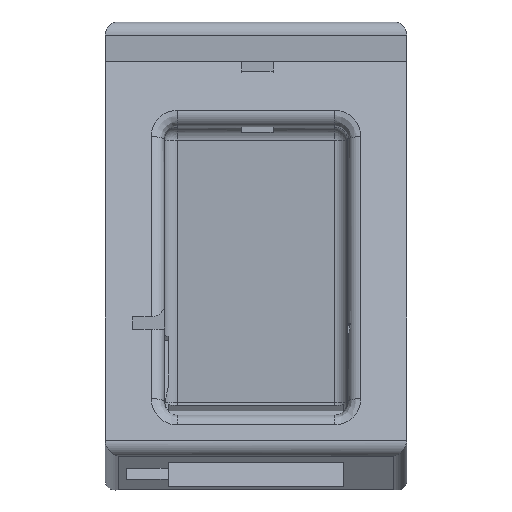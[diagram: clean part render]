
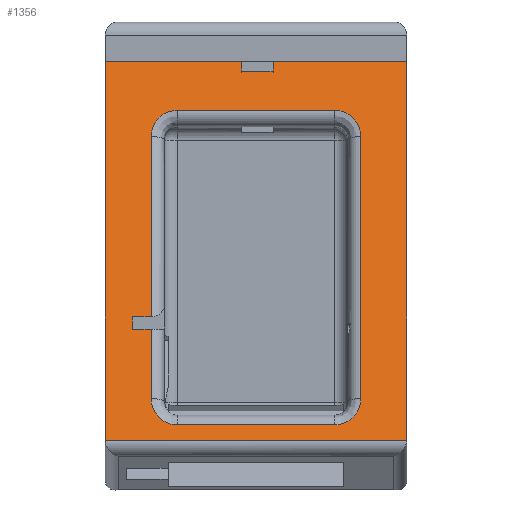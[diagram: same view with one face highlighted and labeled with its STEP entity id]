
A CAD part, top view. The second image highlights one B-rep face of the part: STEP entity #1356.
In plain terms, the highlighted planar face has unit normal (0, 0.259, 0.966).
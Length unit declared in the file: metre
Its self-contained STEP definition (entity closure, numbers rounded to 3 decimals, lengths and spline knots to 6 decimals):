
#74=ELLIPSE('',#1446,0.010353,0.01);
#75=ELLIPSE('',#1447,0.010353,0.01);
#76=ELLIPSE('',#1448,0.010353,0.01);
#77=ELLIPSE('',#1449,0.010353,0.01);
#103=ORIENTED_EDGE('',*,*,#515,.F.);
#104=ORIENTED_EDGE('',*,*,#516,.T.);
#105=ORIENTED_EDGE('',*,*,#517,.T.);
#106=ORIENTED_EDGE('',*,*,#518,.T.);
#107=ORIENTED_EDGE('',*,*,#519,.F.);
#108=ORIENTED_EDGE('',*,*,#520,.T.);
#109=ORIENTED_EDGE('',*,*,#521,.F.);
#110=ORIENTED_EDGE('',*,*,#522,.T.);
#111=ORIENTED_EDGE('',*,*,#523,.T.);
#112=ORIENTED_EDGE('',*,*,#524,.T.);
#113=ORIENTED_EDGE('',*,*,#525,.T.);
#114=ORIENTED_EDGE('',*,*,#526,.F.);
#115=ORIENTED_EDGE('',*,*,#527,.T.);
#116=ORIENTED_EDGE('',*,*,#528,.F.);
#117=ORIENTED_EDGE('',*,*,#529,.T.);
#118=ORIENTED_EDGE('',*,*,#530,.F.);
#119=ORIENTED_EDGE('',*,*,#531,.T.);
#120=ORIENTED_EDGE('',*,*,#532,.F.);
#121=ORIENTED_EDGE('',*,*,#533,.T.);
#122=ORIENTED_EDGE('',*,*,#534,.T.);
#515=EDGE_CURVE('',#721,#722,#851,.T.);
#516=EDGE_CURVE('',#721,#723,#852,.T.);
#517=EDGE_CURVE('',#723,#724,#853,.T.);
#518=EDGE_CURVE('',#724,#725,#854,.T.);
#519=EDGE_CURVE('',#726,#725,#855,.T.);
#520=EDGE_CURVE('',#726,#727,#856,.F.);
#521=EDGE_CURVE('',#728,#727,#857,.T.);
#522=EDGE_CURVE('',#728,#722,#858,.T.);
#523=EDGE_CURVE('',#729,#730,#859,.T.);
#524=EDGE_CURVE('',#730,#731,#860,.T.);
#525=EDGE_CURVE('',#731,#732,#861,.F.);
#526=EDGE_CURVE('',#733,#732,#74,.T.);
#527=EDGE_CURVE('',#733,#734,#862,.F.);
#528=EDGE_CURVE('',#735,#734,#75,.T.);
#529=EDGE_CURVE('',#735,#736,#863,.T.);
#530=EDGE_CURVE('',#737,#736,#76,.T.);
#531=EDGE_CURVE('',#737,#738,#864,.T.);
#532=EDGE_CURVE('',#739,#738,#77,.T.);
#533=EDGE_CURVE('',#739,#740,#865,.F.);
#534=EDGE_CURVE('',#740,#729,#866,.T.);
#721=VERTEX_POINT('',#1994);
#722=VERTEX_POINT('',#1995);
#723=VERTEX_POINT('',#1997);
#724=VERTEX_POINT('',#1999);
#725=VERTEX_POINT('',#2001);
#726=VERTEX_POINT('',#2003);
#727=VERTEX_POINT('',#2005);
#728=VERTEX_POINT('',#2007);
#729=VERTEX_POINT('',#2010);
#730=VERTEX_POINT('',#2011);
#731=VERTEX_POINT('',#2013);
#732=VERTEX_POINT('',#2015);
#733=VERTEX_POINT('',#2017);
#734=VERTEX_POINT('',#2019);
#735=VERTEX_POINT('',#2021);
#736=VERTEX_POINT('',#2023);
#737=VERTEX_POINT('',#2025);
#738=VERTEX_POINT('',#2027);
#739=VERTEX_POINT('',#2029);
#740=VERTEX_POINT('',#2031);
#851=LINE('',#1993,#1000);
#852=LINE('',#1996,#1001);
#853=LINE('',#1998,#1002);
#854=LINE('',#2000,#1003);
#855=LINE('',#2002,#1004);
#856=LINE('',#2004,#1005);
#857=LINE('',#2006,#1006);
#858=LINE('',#2008,#1007);
#859=LINE('',#2009,#1008);
#860=LINE('',#2012,#1009);
#861=LINE('',#2014,#1010);
#862=LINE('',#2018,#1011);
#863=LINE('',#2022,#1012);
#864=LINE('',#2026,#1013);
#865=LINE('',#2030,#1014);
#866=LINE('',#2032,#1015);
#1000=VECTOR('',#1583,1.);
#1001=VECTOR('',#1584,1.);
#1002=VECTOR('',#1585,1.);
#1003=VECTOR('',#1586,1.);
#1004=VECTOR('',#1587,1.);
#1005=VECTOR('',#1588,1.);
#1006=VECTOR('',#1589,1.);
#1007=VECTOR('',#1590,1.);
#1008=VECTOR('',#1591,1.);
#1009=VECTOR('',#1592,1.);
#1010=VECTOR('',#1593,1.);
#1011=VECTOR('',#1596,1.);
#1012=VECTOR('',#1599,1.);
#1013=VECTOR('',#1602,1.);
#1014=VECTOR('',#1605,1.);
#1015=VECTOR('',#1606,1.);
#1146=EDGE_LOOP('',(#103,#104,#105,#106,#107,#108,#109,#110));
#1147=EDGE_LOOP('',(#111,#112,#113,#114,#115,#116,#117,#118,#119,#120,#121,
#122));
#1228=FACE_BOUND('',#1146,.T.);
#1229=FACE_BOUND('',#1147,.T.);
#1310=PLANE('',#1445);
#1356=ADVANCED_FACE('',(#1228,#1229),#1310,.T.);
#1445=AXIS2_PLACEMENT_3D('',#1992,#1581,#1582);
#1446=AXIS2_PLACEMENT_3D('',#2016,#1594,#1595);
#1447=AXIS2_PLACEMENT_3D('',#2020,#1597,#1598);
#1448=AXIS2_PLACEMENT_3D('',#2024,#1600,#1601);
#1449=AXIS2_PLACEMENT_3D('',#2028,#1603,#1604);
#1581=DIRECTION('',(0.,0.259,0.966));
#1582=DIRECTION('',(0.,-0.966,0.259));
#1583=DIRECTION('',(0.,0.966,-0.259));
#1584=DIRECTION('',(-1.,0.,0.));
#1585=DIRECTION('',(0.,0.966,-0.259));
#1586=DIRECTION('',(-1.,0.,0.));
#1587=DIRECTION('',(0.,0.966,-0.259));
#1588=DIRECTION('',(-1.,0.,0.));
#1589=DIRECTION('',(0.,-0.966,0.259));
#1590=DIRECTION('',(-1.,0.,0.));
#1591=DIRECTION('',(0.,0.966,-0.259));
#1592=DIRECTION('',(1.,0.,0.));
#1593=DIRECTION('',(0.,-0.966,0.259));
#1594=DIRECTION('',(0.,0.259,0.966));
#1595=DIRECTION('',(0.,-0.966,0.259));
#1596=DIRECTION('',(-1.,0.,0.));
#1597=DIRECTION('',(0.,0.259,0.966));
#1598=DIRECTION('',(0.,0.966,-0.259));
#1599=DIRECTION('',(0.,-0.966,0.259));
#1600=DIRECTION('',(0.,0.259,0.966));
#1601=DIRECTION('',(0.,-0.966,0.259));
#1602=DIRECTION('',(-1.,0.,0.));
#1603=DIRECTION('',(0.,0.259,0.966));
#1604=DIRECTION('',(0.,0.966,-0.259));
#1605=DIRECTION('',(0.,-0.966,0.259));
#1606=DIRECTION('',(-1.,0.,0.));
#1992=CARTESIAN_POINT('',(0.106877,-0.089724,0.038022));
#1993=CARTESIAN_POINT('',(-0.051,-0.089724,0.038022));
#1994=CARTESIAN_POINT('',(-0.051,-0.018732,0.019));
#1995=CARTESIAN_POINT('',(-0.051,-0.015,0.018));
#1996=CARTESIAN_POINT('',(0.106877,-0.018732,0.019));
#1997=CARTESIAN_POINT('',(-0.063,-0.018732,0.019));
#1998=CARTESIAN_POINT('',(-0.063,-0.089724,0.038022));
#1999=CARTESIAN_POINT('',(-0.063,-0.015,0.018));
#2000=CARTESIAN_POINT('',(0.106877,-0.015,0.018));
#2001=CARTESIAN_POINT('',(-0.115,-0.015,0.018));
#2002=CARTESIAN_POINT('',(-0.115,-0.089724,0.038022));
#2003=CARTESIAN_POINT('',(-0.115,-0.159617,0.05675));
#2004=CARTESIAN_POINT('',(0.106877,-0.159617,0.05675));
#2005=CARTESIAN_POINT('',(0.,-0.159617,0.05675));
#2006=CARTESIAN_POINT('',(0.,-0.095476,0.039563));
#2007=CARTESIAN_POINT('',(0.,-0.015,0.018));
#2008=CARTESIAN_POINT('',(0.106877,-0.015,0.018));
#2009=CARTESIAN_POINT('',(-0.1045,-0.089724,0.038022));
#2010=CARTESIAN_POINT('',(-0.1045,-0.117305,0.045412));
#2011=CARTESIAN_POINT('',(-0.1045,-0.112494,0.044124));
#2012=CARTESIAN_POINT('',(0.106877,-0.112494,0.044124));
#2013=CARTESIAN_POINT('',(-0.0975,-0.112494,0.044124));
#2014=CARTESIAN_POINT('',(-0.0975,-0.04,0.024699));
#2015=CARTESIAN_POINT('',(-0.0975,-0.043706,0.025692));
#2016=CARTESIAN_POINT('',(-0.0875,-0.043706,0.025692));
#2017=CARTESIAN_POINT('',(-0.0875,-0.033706,0.023012));
#2018=CARTESIAN_POINT('',(-0.0225,-0.033706,0.023012));
#2019=CARTESIAN_POINT('',(-0.0275,-0.033706,0.023012));
#2020=CARTESIAN_POINT('',(-0.0275,-0.043706,0.025692));
#2021=CARTESIAN_POINT('',(-0.0175,-0.043706,0.025692));
#2022=CARTESIAN_POINT('',(-0.0175,-0.089724,0.038022));
#2023=CARTESIAN_POINT('',(-0.0175,-0.143706,0.052487));
#2024=CARTESIAN_POINT('',(-0.0275,-0.143706,0.052487));
#2025=CARTESIAN_POINT('',(-0.0275,-0.153706,0.055166));
#2026=CARTESIAN_POINT('',(0.106877,-0.153706,0.055166));
#2027=CARTESIAN_POINT('',(-0.0875,-0.153706,0.055166));
#2028=CARTESIAN_POINT('',(-0.0875,-0.143706,0.052487));
#2029=CARTESIAN_POINT('',(-0.0975,-0.143706,0.052487));
#2030=CARTESIAN_POINT('',(-0.0975,-0.04,0.024699));
#2031=CARTESIAN_POINT('',(-0.0975,-0.117305,0.045412));
#2032=CARTESIAN_POINT('',(0.106877,-0.117305,0.045412));
